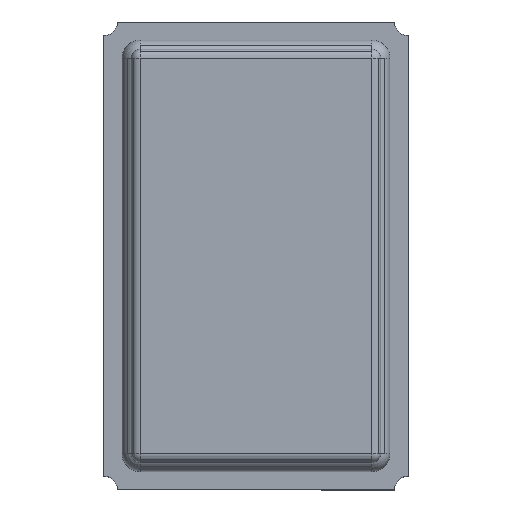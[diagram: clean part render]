
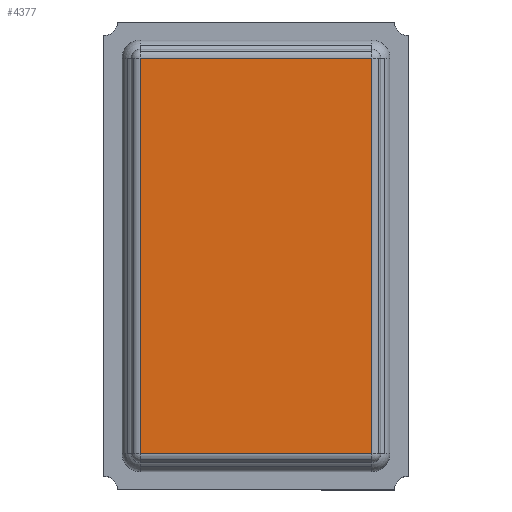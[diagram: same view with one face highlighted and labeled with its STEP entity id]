
A CAD part, top view. The second image highlights one B-rep face of the part: STEP entity #4377.
In plain terms, the highlighted planar face has unit normal (0, 0, 1).
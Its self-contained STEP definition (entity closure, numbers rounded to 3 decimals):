
#4013=CARTESIAN_POINT('',(1.275,2.175,1.6));
#4014=VERTEX_POINT('',#4013);
#4022=CARTESIAN_POINT('',(1.275,-2.175,1.6));
#4023=VERTEX_POINT('',#4022);
#4024=CARTESIAN_POINT('',(1.275,2.175,1.6));
#4025=DIRECTION('',(0.0,-1.0,0.0));
#4026=VECTOR('',#4025,4.35);
#4027=LINE('',#4024,#4026);
#4028=EDGE_CURVE('',#4014,#4023,#4027,.T.);
#4055=CARTESIAN_POINT('',(-1.275,2.175,1.6));
#4056=VERTEX_POINT('',#4055);
#4064=CARTESIAN_POINT('',(-1.275,2.175,1.6));
#4065=DIRECTION('',(1.0,0.0,0.0));
#4066=VECTOR('',#4065,2.55);
#4067=LINE('',#4064,#4066);
#4068=EDGE_CURVE('',#4056,#4014,#4067,.T.);
#4095=CARTESIAN_POINT('',(-1.275,-2.175,1.6));
#4096=VERTEX_POINT('',#4095);
#4104=CARTESIAN_POINT('',(-1.275,-2.175,1.6));
#4105=DIRECTION('',(0.0,1.0,0.0));
#4106=VECTOR('',#4105,4.35);
#4107=LINE('',#4104,#4106);
#4108=EDGE_CURVE('',#4096,#4056,#4107,.T.);
#4142=CARTESIAN_POINT('',(1.275,-2.175,1.6));
#4143=DIRECTION('',(-1.0,0.0,0.0));
#4144=VECTOR('',#4143,2.55);
#4145=LINE('',#4142,#4144);
#4146=EDGE_CURVE('',#4023,#4096,#4145,.T.);
#4366=CARTESIAN_POINT('',(0.,0.,1.6));
#4367=DIRECTION('',(0.0,0.0,1.0));
#4368=DIRECTION('',(0.0,-1.0,0.0));
#4369=AXIS2_PLACEMENT_3D('',#4366,#4367,#4368);
#4370=PLANE('',#4369);
#4371=ORIENTED_EDGE('',*,*,#4146,.F.);
#4372=ORIENTED_EDGE('',*,*,#4028,.F.);
#4373=ORIENTED_EDGE('',*,*,#4068,.F.);
#4374=ORIENTED_EDGE('',*,*,#4108,.F.);
#4375=EDGE_LOOP('',(#4371,#4372,#4373,#4374));
#4376=FACE_OUTER_BOUND('',#4375,.T.);
#4377=ADVANCED_FACE('',(#4376),#4370,.T.);
